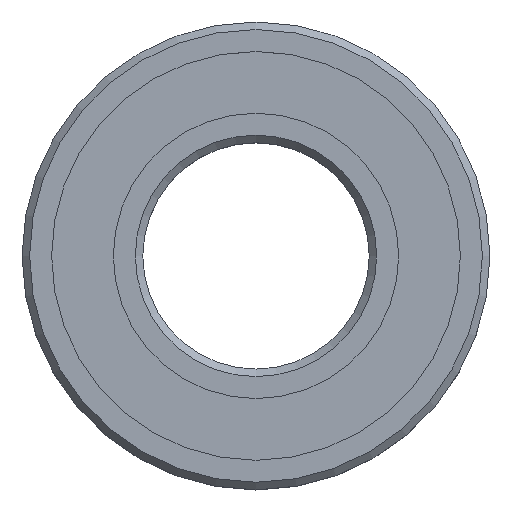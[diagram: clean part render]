
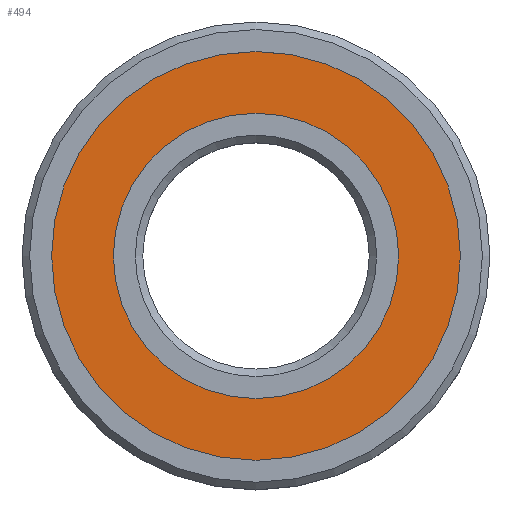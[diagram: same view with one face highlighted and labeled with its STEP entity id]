
A CAD part, top view. The second image highlights one B-rep face of the part: STEP entity #494.
In plain terms, the highlighted planar face has unit normal (0, 0, 1).
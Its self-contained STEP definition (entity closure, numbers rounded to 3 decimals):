
#90=PLANE('',#765);
#131=ORIENTED_EDGE('',*,*,#178,.F.);
#132=ORIENTED_EDGE('',*,*,#177,.T.);
#177=EDGE_CURVE('',#326,#326,#209,.T.);
#178=EDGE_CURVE('',#327,#327,#210,.T.);
#209=CIRCLE('',#764,18.91);
#210=CIRCLE('',#766,27.09);
#259=EDGE_LOOP('',(#131));
#260=EDGE_LOOP('',(#132));
#326=VERTEX_POINT('',#1091);
#327=VERTEX_POINT('',#1094);
#412=FACE_BOUND('',#259,.T.);
#413=FACE_BOUND('',#260,.T.);
#494=ADVANCED_FACE('',(#412,#413),#90,.F.);
#764=AXIS2_PLACEMENT_3D('',#1090,#907,#908);
#765=AXIS2_PLACEMENT_3D('',#1092,#909,#910);
#766=AXIS2_PLACEMENT_3D('',#1093,#911,#912);
#907=DIRECTION('',(0.,0.,-1.));
#908=DIRECTION('',(-1.,0.,0.));
#909=DIRECTION('',(0.,0.,-1.));
#910=DIRECTION('',(-1.,0.,0.));
#911=DIRECTION('',(0.,0.,-1.));
#912=DIRECTION('',(-1.,0.,0.));
#1090=CARTESIAN_POINT('',(0.,0.,15.787));
#1091=CARTESIAN_POINT('',(-18.91,0.,15.787));
#1092=CARTESIAN_POINT('',(0.,18.91,15.787));
#1093=CARTESIAN_POINT('',(0.,0.,15.787));
#1094=CARTESIAN_POINT('',(-27.09,0.,15.787));
